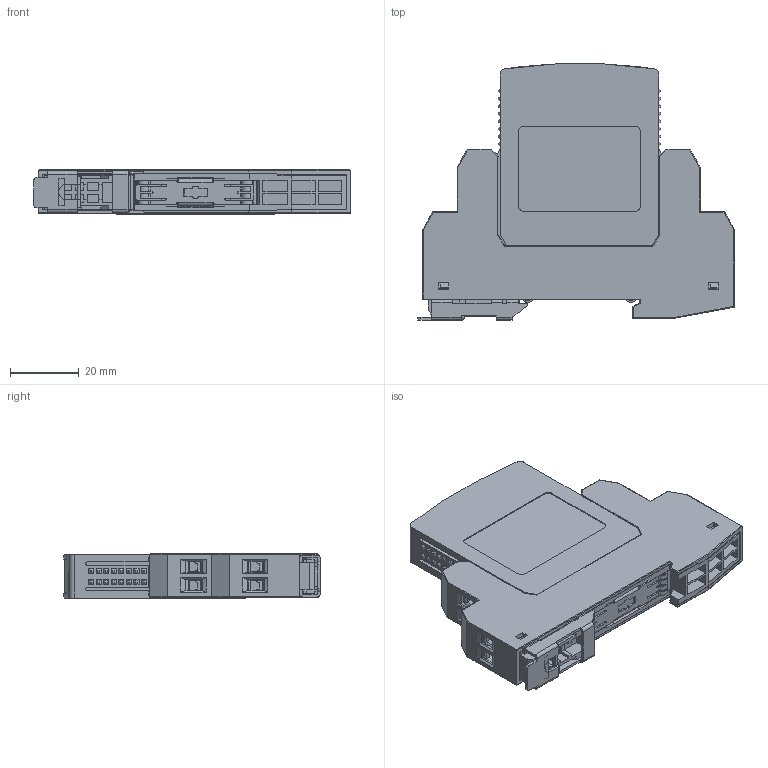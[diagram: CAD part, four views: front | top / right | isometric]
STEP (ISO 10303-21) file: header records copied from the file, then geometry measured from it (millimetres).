
FILE_DESCRIPTION((''),'2;1');
FILE_NAME('2510-2L_ASM','2023-09-04T17:13:49',('Administrator'),(''),'CREO PARAMETRIC BY PTC INC, 2022073','CREO PARAMETRIC BY PTC INC, 2022073','');
FILE_SCHEMA(('CONFIG_CONTROL_DESIGN','SHAPE_APPEARANCE_LAYERS_GROUPS'));
Products named in the file (29): 00_1-429_1; 00_1-4621_1; 2_1_1_1; 34_100_1_1; 25_100_1_1; 16_1_1_1; 20_100_1_1; _4_1_1_1; 23_100_1_1; 19_100_1_1; 18_1_1_1; 41_100_1_1; 22_1_1_1; 8_1_1_1; 38_100_1_1; 21_100_1_1; 35_100_1_1; 27_100_1_1; 15_1_1_1; 19_1_1_1; 23_1_1_1; 15_100_1_1; 26_100_1_1; 45_100_1_1; 42_100_1_1; 9_1_1_1; 49_100_1_1; 2510_ASM; 2510-2L_ASM
Assembly tree (35 placements, depth 3):
  2510-2L_ASM
    00_1-429_1  x8
    00_1-4621_1
    2510_ASM
      2_1_1_1
      34_100_1_1
      25_100_1_1
      16_1_1_1
      20_100_1_1
      _4_1_1_1
      23_100_1_1
      19_100_1_1
      18_1_1_1
      41_100_1_1
      22_1_1_1
      8_1_1_1
      38_100_1_1
      21_100_1_1
      35_100_1_1
      27_100_1_1
      15_1_1_1
      19_1_1_1
      23_1_1_1
      15_100_1_1
      26_100_1_1
      45_100_1_1
      42_100_1_1
      9_1_1_1
      49_100_1_1
Bounding box: 92.18 x 74.61 x 12.82 mm (x, y, z)
Volume: 26530.8 mm3; surface area: 57902.7 mm2
Topology: 33 solids, 35 shells, 3728 faces, 10721 edges, 7099 vertices
Faces by surface type: plane 2898, cylinder 826, bspline 2, revolution 2
Entity records: 154028 total; most frequent: CARTESIAN_POINT 22702, ORIENTED_EDGE 21068, DIRECTION 19390, PRESENTATION_STYLE_ASSIGNMENT 10756, STYLED_ITEM 10572, CURVE_STYLE 10544, EDGE_CURVE 10544, VECTOR 8736
